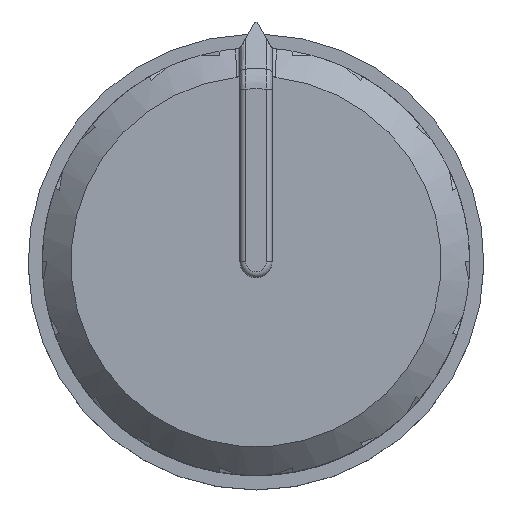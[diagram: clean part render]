
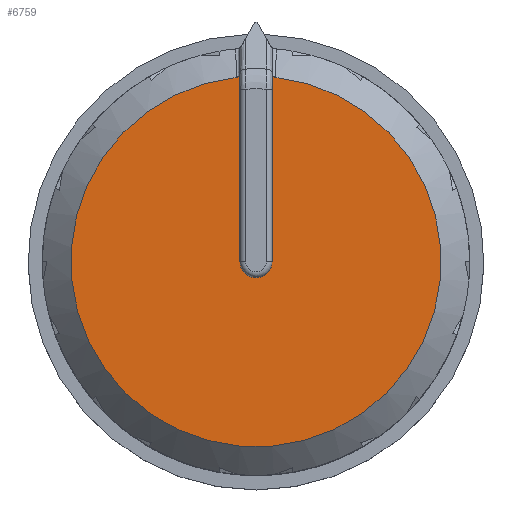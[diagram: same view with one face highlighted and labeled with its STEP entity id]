
A CAD part, top view. The second image highlights one B-rep face of the part: STEP entity #6759.
In plain terms, the highlighted planar face has unit normal (0, 0, 1).
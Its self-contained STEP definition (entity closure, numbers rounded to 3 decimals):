
#69=PLANE('',#6990);
#277=B_SPLINE_CURVE_WITH_KNOTS('',3,(#9876,#9877,#9878,#9879,#9880,#9881,
#9882,#9883,#9884,#9885),.UNSPECIFIED.,.F.,.F.,(4,2,2,2,4),(0.,0.019,
0.032,0.045,0.068),.UNSPECIFIED.);
#299=B_SPLINE_CURVE_WITH_KNOTS('',3,(#10146,#10147,#10148,#10149,#10150,
#10151,#10152,#10153,#10154,#10155),.UNSPECIFIED.,.F.,.F.,(4,2,2,2,4),(0.,
0.01,0.018,0.029,0.052),
 .UNSPECIFIED.);
#1620=FACE_OUTER_BOUND('',#2078,.T.);
#2078=EDGE_LOOP('',(#6102,#6103,#6104,#6105,#6106,#6107));
#2160=LINE('',#10167,#2313);
#2167=LINE('',#10607,#2320);
#2313=VECTOR('',#7267,10.);
#2320=VECTOR('',#7318,10.);
#2433=CIRCLE('',#6864,13.);
#2462=CIRCLE('',#6904,1.125);
#2668=VERTEX_POINT('',#9870);
#2669=VERTEX_POINT('',#9875);
#2670=VERTEX_POINT('',#9891);
#2725=VERTEX_POINT('',#10145);
#2727=VERTEX_POINT('',#10166);
#2753=VERTEX_POINT('',#10603);
#3339=EDGE_CURVE('',#2668,#2669,#277,.T.);
#3341=EDGE_CURVE('',#2669,#2670,#2433,.T.);
#3398=EDGE_CURVE('',#2670,#2725,#299,.T.);
#3401=EDGE_CURVE('',#2727,#2725,#2160,.T.);
#3451=EDGE_CURVE('',#2753,#2727,#2462,.T.);
#3453=EDGE_CURVE('',#2668,#2753,#2167,.T.);
#6102=ORIENTED_EDGE('',*,*,#3401,.T.);
#6103=ORIENTED_EDGE('',*,*,#3398,.F.);
#6104=ORIENTED_EDGE('',*,*,#3341,.F.);
#6105=ORIENTED_EDGE('',*,*,#3339,.F.);
#6106=ORIENTED_EDGE('',*,*,#3453,.T.);
#6107=ORIENTED_EDGE('',*,*,#3451,.T.);
#6759=ADVANCED_FACE('',(#1620),#69,.T.);
#6864=AXIS2_PLACEMENT_3D('',#9892,#7209,#7210);
#6904=AXIS2_PLACEMENT_3D('',#10604,#7313,#7314);
#6990=AXIS2_PLACEMENT_3D('',#17541,#7541,#7542);
#7209=DIRECTION('center_axis',(0.,0.,-1.));
#7210=DIRECTION('ref_axis',(1.,0.,0.));
#7267=DIRECTION('',(0.,1.,0.));
#7313=DIRECTION('center_axis',(0.,0.,-1.));
#7314=DIRECTION('ref_axis',(-1.,0.,0.));
#7318=DIRECTION('',(0.,-1.,0.));
#7541=DIRECTION('center_axis',(0.,0.,1.));
#7542=DIRECTION('ref_axis',(1.,0.,0.));
#9870=CARTESIAN_POINT('',(1.125,13.348,2.1));
#9875=CARTESIAN_POINT('',(1.402,12.924,2.1));
#9876=CARTESIAN_POINT('Ctrl Pts',(1.125,13.348,2.1));
#9877=CARTESIAN_POINT('Ctrl Pts',(1.125,13.285,2.1));
#9878=CARTESIAN_POINT('Ctrl Pts',(1.125,13.212,2.1));
#9879=CARTESIAN_POINT('Ctrl Pts',(1.17,13.082,2.1));
#9880=CARTESIAN_POINT('Ctrl Pts',(1.196,13.039,2.1));
#9881=CARTESIAN_POINT('Ctrl Pts',(1.251,12.976,2.1));
#9882=CARTESIAN_POINT('Ctrl Pts',(1.278,12.959,2.1));
#9883=CARTESIAN_POINT('Ctrl Pts',(1.334,12.931,2.1));
#9884=CARTESIAN_POINT('Ctrl Pts',(1.369,12.928,2.1));
#9885=CARTESIAN_POINT('Ctrl Pts',(1.402,12.924,2.1));
#9891=CARTESIAN_POINT('',(-1.402,12.924,2.1));
#9892=CARTESIAN_POINT('Origin',(0.,0.,
2.1));
#10145=CARTESIAN_POINT('',(-1.125,13.348,2.1));
#10146=CARTESIAN_POINT('Ctrl Pts',(-1.402,12.924,2.1));
#10147=CARTESIAN_POINT('Ctrl Pts',(-1.368,12.928,2.1));
#10148=CARTESIAN_POINT('Ctrl Pts',(-1.331,12.932,2.1));
#10149=CARTESIAN_POINT('Ctrl Pts',(-1.264,12.967,2.1));
#10150=CARTESIAN_POINT('Ctrl Pts',(-1.241,12.987,2.1));
#10151=CARTESIAN_POINT('Ctrl Pts',(-1.199,13.035,2.1));
#10152=CARTESIAN_POINT('Ctrl Pts',(-1.176,13.072,2.1));
#10153=CARTESIAN_POINT('Ctrl Pts',(-1.125,13.199,2.1));
#10154=CARTESIAN_POINT('Ctrl Pts',(-1.125,13.28,2.1));
#10155=CARTESIAN_POINT('Ctrl Pts',(-1.125,13.348,2.1));
#10166=CARTESIAN_POINT('',(-1.125,0.,2.1));
#10167=CARTESIAN_POINT('',(-1.125,6.476,2.1));
#10603=CARTESIAN_POINT('',(1.125,0.,2.1));
#10604=CARTESIAN_POINT('Origin',(0.,0.,
2.1));
#10607=CARTESIAN_POINT('',(1.125,0.,2.1));
#17541=CARTESIAN_POINT('Origin',(0.,0.,
2.1));
